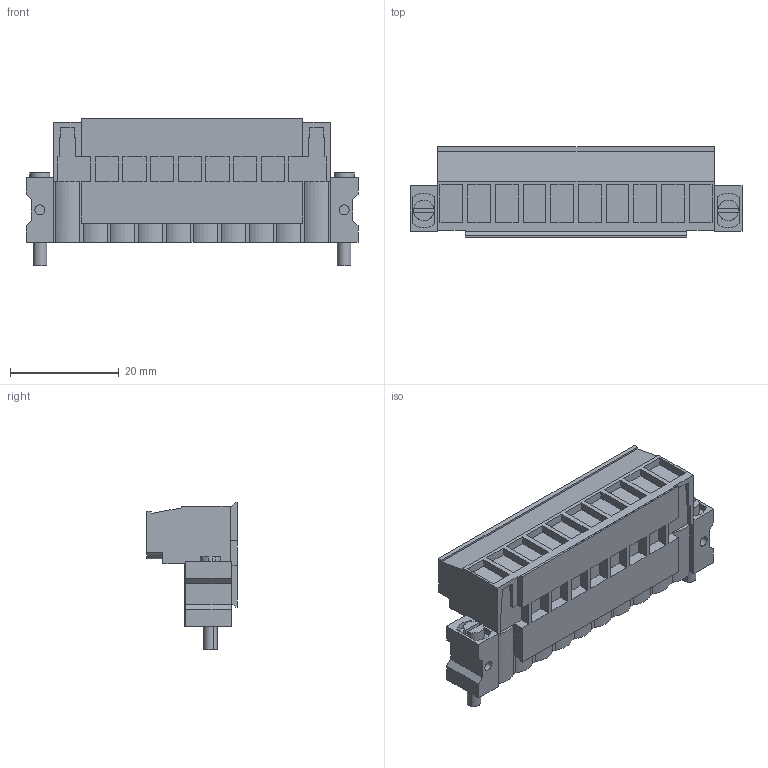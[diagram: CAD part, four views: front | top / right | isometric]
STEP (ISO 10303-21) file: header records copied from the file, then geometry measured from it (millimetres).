
FILE_DESCRIPTION(('CATIA V5 STEP','CAx-IF Rec.Pracs.--- Model Styling and Organization---1.2---2011-12-15'),'2;1');
FILE_NAME ('D1457456_0_1846290000_1846290000.stp','2017-06-01T07:43:29+00:00',('none'),('Weidmueller'),'CATIA Version 5-6 Release 2014','CATIA V5 STEP AP214','none');
FILE_SCHEMA(('AUTOMOTIVE_DESIGN { 1 0 10303 214 1 1 1 1 }'));
Length unit declared in the file: millimetre
Products named in the file (1): 1846290000
Bounding box: 60.92 x 16.6 x 26.98 mm (x, y, z)
Volume: 10538.4 mm3; surface area: 9095.2 mm2
Topology: 23 solids, 23 shells, 750 faces, 2032 edges, 1384 vertices
Faces by surface type: plane 560, cylinder 150, extrusion 40
Entity records: 22930 total; most frequent: CARTESIAN_POINT 5190, ORIENTED_EDGE 4064, DIRECTION 2818, EDGE_CURVE 2032, VECTOR 1642, LINE 1602, VERTEX_POINT 1384, EDGE_LOOP 830
